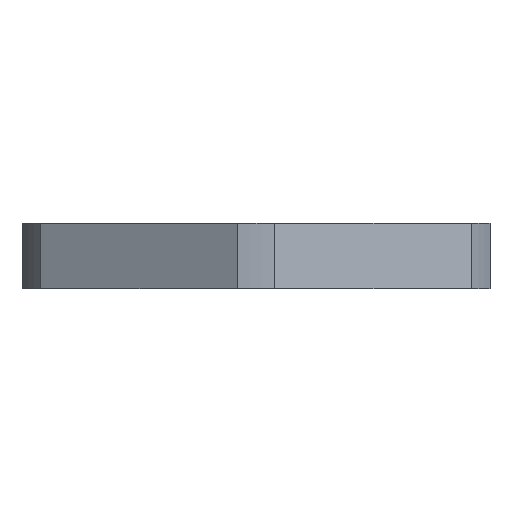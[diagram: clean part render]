
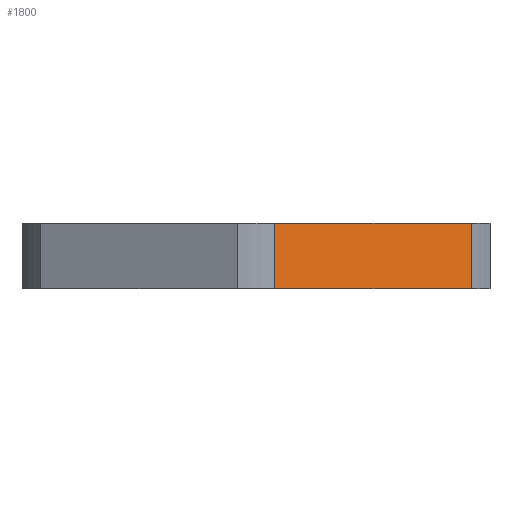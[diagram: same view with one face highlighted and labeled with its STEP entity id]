
A CAD part, front view. The second image highlights one B-rep face of the part: STEP entity #1800.
In plain terms, the highlighted planar face has unit normal (0.5, -0.866, 0).
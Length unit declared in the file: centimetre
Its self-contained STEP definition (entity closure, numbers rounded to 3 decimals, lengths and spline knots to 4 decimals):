
#89 = CARTESIAN_POINT ( 'NONE',  ( 0.2302, -3.1666, 0. ) ) ;
#151 = CARTESIAN_POINT ( 'NONE',  ( 2.6273, -1.7827, -0.7937 ) ) ;
#309 = VERTEX_POINT ( 'NONE', #5255 ) ;
#590 = DIRECTION ( 'NONE',  ( 0., 0., -1. ) ) ;
#619 = EDGE_CURVE ( 'NONE', #1978, #4336, #5834, .T. ) ;
#752 = VERTEX_POINT ( 'NONE', #4688 ) ;
#799 = ORIENTED_EDGE ( 'NONE', *, *, #4782, .T. ) ;
#1388 = ORIENTED_EDGE ( 'NONE', *, *, #2487, .F. ) ;
#1451 = LINE ( 'NONE', #89, #3690 ) ;
#1680 = VECTOR ( 'NONE', #4029, 100. ) ;
#1760 = CARTESIAN_POINT ( 'NONE',  ( 0.2302, -3.1666, 0. ) ) ;
#1764 = DIRECTION ( 'NONE',  ( -0.866, -0.5, 0. ) ) ;
#1800 = ADVANCED_FACE ( 'NONE', ( #3720 ), #3662, .T. ) ;
#1973 = LINE ( 'NONE', #5938, #1680 ) ;
#1978 = VERTEX_POINT ( 'NONE', #5597 ) ;
#2487 = EDGE_CURVE ( 'NONE', #309, #752, #5784, .T. ) ;
#2730 = DIRECTION ( 'NONE',  ( 0.5, -0.866, 0. ) ) ;
#2772 = ORIENTED_EDGE ( 'NONE', *, *, #4626, .T. ) ;
#2849 = CARTESIAN_POINT ( 'NONE',  ( 0.2302, -3.1666, 0. ) ) ;
#3491 = DIRECTION ( 'NONE',  ( -0.866, -0.5, 0. ) ) ;
#3662 = PLANE ( 'NONE',  #6074 ) ;
#3690 = VECTOR ( 'NONE', #590, 100. ) ;
#3720 = FACE_OUTER_BOUND ( 'NONE', #5641, .T. ) ;
#4029 = DIRECTION ( 'NONE',  ( 0., 0., 1. ) ) ;
#4224 = VECTOR ( 'NONE', #3491, 100. ) ;
#4336 = VERTEX_POINT ( 'NONE', #2849 ) ;
#4575 = VECTOR ( 'NONE', #1764, 100. ) ;
#4626 = EDGE_CURVE ( 'NONE', #4336, #752, #1451, .T. ) ;
#4688 = CARTESIAN_POINT ( 'NONE',  ( 0.2302, -3.1666, -0.7937 ) ) ;
#4782 = EDGE_CURVE ( 'NONE', #309, #1978, #1973, .T. ) ;
#5091 = CARTESIAN_POINT ( 'NONE',  ( 0.2302, -3.1666, 0. ) ) ;
#5212 = ORIENTED_EDGE ( 'NONE', *, *, #619, .T. ) ;
#5255 = CARTESIAN_POINT ( 'NONE',  ( 2.6273, -1.7827, -0.7937 ) ) ;
#5597 = CARTESIAN_POINT ( 'NONE',  ( 2.6273, -1.7827, 0. ) ) ;
#5641 = EDGE_LOOP ( 'NONE', ( #5212, #2772, #1388, #799 ) ) ;
#5784 = LINE ( 'NONE', #151, #4224 ) ;
#5834 = LINE ( 'NONE', #5091, #4575 ) ;
#5938 = CARTESIAN_POINT ( 'NONE',  ( 2.6273, -1.7827, 0. ) ) ;
#6042 = DIRECTION ( 'NONE',  ( 0.866, 0.5, 0. ) ) ;
#6074 = AXIS2_PLACEMENT_3D ( 'NONE', #1760, #2730, #6042 ) ;
